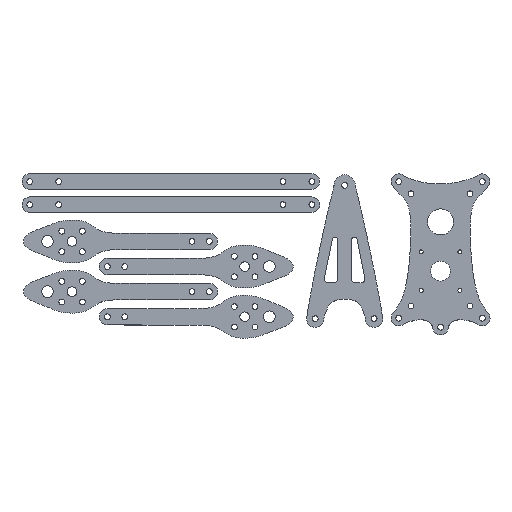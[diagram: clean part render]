
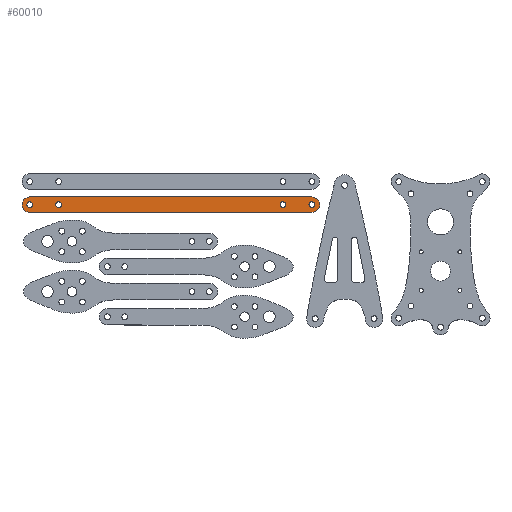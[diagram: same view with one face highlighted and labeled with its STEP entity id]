
A CAD part, top view. The second image highlights one B-rep face of the part: STEP entity #60010.
In plain terms, the highlighted planar face has unit normal (0, 0, 1).
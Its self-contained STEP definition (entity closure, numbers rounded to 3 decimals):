
#60010 = ADVANCED_FACE('',(#60011,#60084,#60107,#60130,#60153),#60026,
  .T.);
#60011 = FACE_BOUND('',#60012,.T.);
#60012 = EDGE_LOOP('',(#60013,#60037,#60053,#60070));
#60013 = ORIENTED_EDGE('',*,*,#60014,.T.);
#60014 = EDGE_CURVE('',#60015,#60017,#60019,.T.);
#60015 = VERTEX_POINT('',#60016);
#60016 = CARTESIAN_POINT('',(5.,-13.,0.));
#60017 = VERTEX_POINT('',#60018);
#60018 = CARTESIAN_POINT('',(5.,-21.,0.));
#60019 = SURFACE_CURVE('',#60020,(#60025),.PCURVE_S1.);
#60020 = CIRCLE('',#60021,4.);
#60021 = AXIS2_PLACEMENT_3D('',#60022,#60023,#60024);
#60022 = CARTESIAN_POINT('',(5.,-17.,0.));
#60023 = DIRECTION('',(0.,0.,1.));
#60024 = DIRECTION('',(1.,0.,0.));
#60025 = PCURVE('',#60026,#60031);
#60026 = PLANE('',#60027);
#60027 = AXIS2_PLACEMENT_3D('',#60028,#60029,#60030);
#60028 = CARTESIAN_POINT('',(78.02,-17.,0.));
#60029 = DIRECTION('',(0.,0.,1.));
#60030 = DIRECTION('',(1.,0.,-0.));
#60031 = DEFINITIONAL_REPRESENTATION('',(#60032),#60036);
#60032 = CIRCLE('',#60033,4.);
#60033 = AXIS2_PLACEMENT_2D('',#60034,#60035);
#60034 = CARTESIAN_POINT('',(-73.02,0.));
#60035 = DIRECTION('',(1.,0.));
#60036 = ( GEOMETRIC_REPRESENTATION_CONTEXT(2) 
PARAMETRIC_REPRESENTATION_CONTEXT() REPRESENTATION_CONTEXT('2D SPACE',''
  ) );
#60037 = ORIENTED_EDGE('',*,*,#60038,.T.);
#60038 = EDGE_CURVE('',#60017,#60039,#60041,.T.);
#60039 = VERTEX_POINT('',#60040);
#60040 = CARTESIAN_POINT('',(151.04,-21.,0.));
#60041 = SURFACE_CURVE('',#60042,(#60046),.PCURVE_S1.);
#60042 = LINE('',#60043,#60044);
#60043 = CARTESIAN_POINT('',(5.,-21.,0.));
#60044 = VECTOR('',#60045,1.);
#60045 = DIRECTION('',(1.,0.,0.));
#60046 = PCURVE('',#60026,#60047);
#60047 = DEFINITIONAL_REPRESENTATION('',(#60048),#60052);
#60048 = LINE('',#60049,#60050);
#60049 = CARTESIAN_POINT('',(-73.02,-4.));
#60050 = VECTOR('',#60051,1.);
#60051 = DIRECTION('',(1.,0.));
#60052 = ( GEOMETRIC_REPRESENTATION_CONTEXT(2) 
PARAMETRIC_REPRESENTATION_CONTEXT() REPRESENTATION_CONTEXT('2D SPACE',''
  ) );
#60053 = ORIENTED_EDGE('',*,*,#60054,.T.);
#60054 = EDGE_CURVE('',#60039,#60055,#60057,.T.);
#60055 = VERTEX_POINT('',#60056);
#60056 = CARTESIAN_POINT('',(151.04,-13.,0.));
#60057 = SURFACE_CURVE('',#60058,(#60063),.PCURVE_S1.);
#60058 = CIRCLE('',#60059,4.);
#60059 = AXIS2_PLACEMENT_3D('',#60060,#60061,#60062);
#60060 = CARTESIAN_POINT('',(151.04,-17.,0.));
#60061 = DIRECTION('',(0.,0.,1.));
#60062 = DIRECTION('',(1.,0.,0.));
#60063 = PCURVE('',#60026,#60064);
#60064 = DEFINITIONAL_REPRESENTATION('',(#60065),#60069);
#60065 = CIRCLE('',#60066,4.);
#60066 = AXIS2_PLACEMENT_2D('',#60067,#60068);
#60067 = CARTESIAN_POINT('',(73.02,0.));
#60068 = DIRECTION('',(1.,0.));
#60069 = ( GEOMETRIC_REPRESENTATION_CONTEXT(2) 
PARAMETRIC_REPRESENTATION_CONTEXT() REPRESENTATION_CONTEXT('2D SPACE',''
  ) );
#60070 = ORIENTED_EDGE('',*,*,#60071,.T.);
#60071 = EDGE_CURVE('',#60055,#60015,#60072,.T.);
#60072 = SURFACE_CURVE('',#60073,(#60077),.PCURVE_S1.);
#60073 = LINE('',#60074,#60075);
#60074 = CARTESIAN_POINT('',(151.04,-13.,0.));
#60075 = VECTOR('',#60076,1.);
#60076 = DIRECTION('',(-1.,0.,0.));
#60077 = PCURVE('',#60026,#60078);
#60078 = DEFINITIONAL_REPRESENTATION('',(#60079),#60083);
#60079 = LINE('',#60080,#60081);
#60080 = CARTESIAN_POINT('',(73.02,4.));
#60081 = VECTOR('',#60082,1.);
#60082 = DIRECTION('',(-1.,0.));
#60083 = ( GEOMETRIC_REPRESENTATION_CONTEXT(2) 
PARAMETRIC_REPRESENTATION_CONTEXT() REPRESENTATION_CONTEXT('2D SPACE',''
  ) );
#60084 = FACE_BOUND('',#60085,.T.);
#60085 = EDGE_LOOP('',(#60086));
#60086 = ORIENTED_EDGE('',*,*,#60087,.T.);
#60087 = EDGE_CURVE('',#60088,#60088,#60090,.T.);
#60088 = VERTEX_POINT('',#60089);
#60089 = CARTESIAN_POINT('',(3.5,-17.,0.));
#60090 = SURFACE_CURVE('',#60091,(#60096),.PCURVE_S1.);
#60091 = CIRCLE('',#60092,1.5);
#60092 = AXIS2_PLACEMENT_3D('',#60093,#60094,#60095);
#60093 = CARTESIAN_POINT('',(5.,-17.,0.));
#60094 = DIRECTION('',(0.,0.,-1.));
#60095 = DIRECTION('',(-1.,0.,0.));
#60096 = PCURVE('',#60026,#60097);
#60097 = DEFINITIONAL_REPRESENTATION('',(#60098),#60106);
#60098 = ( BOUNDED_CURVE() B_SPLINE_CURVE(2,(#60099,#60100,#60101,#60102
    ,#60103,#60104,#60105),.UNSPECIFIED.,.T.,.F.) 
B_SPLINE_CURVE_WITH_KNOTS((1,2,2,2,2,1),(-2.094,0.,
    2.094,4.189,6.283,8.378),
.UNSPECIFIED.) CURVE() GEOMETRIC_REPRESENTATION_ITEM() 
RATIONAL_B_SPLINE_CURVE((1.,0.5,1.,0.5,1.,0.5,1.)) REPRESENTATION_ITEM(
  '') );
#60099 = CARTESIAN_POINT('',(-74.52,0.));
#60100 = CARTESIAN_POINT('',(-74.52,2.598));
#60101 = CARTESIAN_POINT('',(-72.27,1.299));
#60102 = CARTESIAN_POINT('',(-70.02,0.));
#60103 = CARTESIAN_POINT('',(-72.27,-1.299));
#60104 = CARTESIAN_POINT('',(-74.52,-2.598));
#60105 = CARTESIAN_POINT('',(-74.52,0.));
#60106 = ( GEOMETRIC_REPRESENTATION_CONTEXT(2) 
PARAMETRIC_REPRESENTATION_CONTEXT() REPRESENTATION_CONTEXT('2D SPACE',''
  ) );
#60107 = FACE_BOUND('',#60108,.T.);
#60108 = EDGE_LOOP('',(#60109));
#60109 = ORIENTED_EDGE('',*,*,#60110,.T.);
#60110 = EDGE_CURVE('',#60111,#60111,#60113,.T.);
#60111 = VERTEX_POINT('',#60112);
#60112 = CARTESIAN_POINT('',(18.5,-17.,0.));
#60113 = SURFACE_CURVE('',#60114,(#60119),.PCURVE_S1.);
#60114 = CIRCLE('',#60115,1.5);
#60115 = AXIS2_PLACEMENT_3D('',#60116,#60117,#60118);
#60116 = CARTESIAN_POINT('',(20.,-17.,0.));
#60117 = DIRECTION('',(0.,0.,-1.));
#60118 = DIRECTION('',(-1.,0.,0.));
#60119 = PCURVE('',#60026,#60120);
#60120 = DEFINITIONAL_REPRESENTATION('',(#60121),#60129);
#60121 = ( BOUNDED_CURVE() B_SPLINE_CURVE(2,(#60122,#60123,#60124,#60125
    ,#60126,#60127,#60128),.UNSPECIFIED.,.T.,.F.) 
B_SPLINE_CURVE_WITH_KNOTS((1,2,2,2,2,1),(-2.094,0.,
    2.094,4.189,6.283,8.378),
.UNSPECIFIED.) CURVE() GEOMETRIC_REPRESENTATION_ITEM() 
RATIONAL_B_SPLINE_CURVE((1.,0.5,1.,0.5,1.,0.5,1.)) REPRESENTATION_ITEM(
  '') );
#60122 = CARTESIAN_POINT('',(-59.52,0.));
#60123 = CARTESIAN_POINT('',(-59.52,2.598));
#60124 = CARTESIAN_POINT('',(-57.27,1.299));
#60125 = CARTESIAN_POINT('',(-55.02,0.));
#60126 = CARTESIAN_POINT('',(-57.27,-1.299));
#60127 = CARTESIAN_POINT('',(-59.52,-2.598));
#60128 = CARTESIAN_POINT('',(-59.52,0.));
#60129 = ( GEOMETRIC_REPRESENTATION_CONTEXT(2) 
PARAMETRIC_REPRESENTATION_CONTEXT() REPRESENTATION_CONTEXT('2D SPACE',''
  ) );
#60130 = FACE_BOUND('',#60131,.T.);
#60131 = EDGE_LOOP('',(#60132));
#60132 = ORIENTED_EDGE('',*,*,#60133,.T.);
#60133 = EDGE_CURVE('',#60134,#60134,#60136,.T.);
#60134 = VERTEX_POINT('',#60135);
#60135 = CARTESIAN_POINT('',(149.54,-17.,0.));
#60136 = SURFACE_CURVE('',#60137,(#60142),.PCURVE_S1.);
#60137 = CIRCLE('',#60138,1.5);
#60138 = AXIS2_PLACEMENT_3D('',#60139,#60140,#60141);
#60139 = CARTESIAN_POINT('',(151.04,-17.,0.));
#60140 = DIRECTION('',(0.,0.,-1.));
#60141 = DIRECTION('',(-1.,0.,0.));
#60142 = PCURVE('',#60026,#60143);
#60143 = DEFINITIONAL_REPRESENTATION('',(#60144),#60152);
#60144 = ( BOUNDED_CURVE() B_SPLINE_CURVE(2,(#60145,#60146,#60147,#60148
    ,#60149,#60150,#60151),.UNSPECIFIED.,.T.,.F.) 
B_SPLINE_CURVE_WITH_KNOTS((1,2,2,2,2,1),(-2.094,0.,
    2.094,4.189,6.283,8.378),
.UNSPECIFIED.) CURVE() GEOMETRIC_REPRESENTATION_ITEM() 
RATIONAL_B_SPLINE_CURVE((1.,0.5,1.,0.5,1.,0.5,1.)) REPRESENTATION_ITEM(
  '') );
#60145 = CARTESIAN_POINT('',(71.52,0.));
#60146 = CARTESIAN_POINT('',(71.52,2.598));
#60147 = CARTESIAN_POINT('',(73.77,1.299));
#60148 = CARTESIAN_POINT('',(76.02,0.));
#60149 = CARTESIAN_POINT('',(73.77,-1.299));
#60150 = CARTESIAN_POINT('',(71.52,-2.598));
#60151 = CARTESIAN_POINT('',(71.52,0.));
#60152 = ( GEOMETRIC_REPRESENTATION_CONTEXT(2) 
PARAMETRIC_REPRESENTATION_CONTEXT() REPRESENTATION_CONTEXT('2D SPACE',''
  ) );
#60153 = FACE_BOUND('',#60154,.T.);
#60154 = EDGE_LOOP('',(#60155));
#60155 = ORIENTED_EDGE('',*,*,#60156,.T.);
#60156 = EDGE_CURVE('',#60157,#60157,#60159,.T.);
#60157 = VERTEX_POINT('',#60158);
#60158 = CARTESIAN_POINT('',(134.54,-17.,0.));
#60159 = SURFACE_CURVE('',#60160,(#60165),.PCURVE_S1.);
#60160 = CIRCLE('',#60161,1.5);
#60161 = AXIS2_PLACEMENT_3D('',#60162,#60163,#60164);
#60162 = CARTESIAN_POINT('',(136.04,-17.,0.));
#60163 = DIRECTION('',(0.,0.,-1.));
#60164 = DIRECTION('',(-1.,0.,0.));
#60165 = PCURVE('',#60026,#60166);
#60166 = DEFINITIONAL_REPRESENTATION('',(#60167),#60175);
#60167 = ( BOUNDED_CURVE() B_SPLINE_CURVE(2,(#60168,#60169,#60170,#60171
    ,#60172,#60173,#60174),.UNSPECIFIED.,.T.,.F.) 
B_SPLINE_CURVE_WITH_KNOTS((1,2,2,2,2,1),(-2.094,0.,
    2.094,4.189,6.283,8.378),
.UNSPECIFIED.) CURVE() GEOMETRIC_REPRESENTATION_ITEM() 
RATIONAL_B_SPLINE_CURVE((1.,0.5,1.,0.5,1.,0.5,1.)) REPRESENTATION_ITEM(
  '') );
#60168 = CARTESIAN_POINT('',(56.52,0.));
#60169 = CARTESIAN_POINT('',(56.52,2.598));
#60170 = CARTESIAN_POINT('',(58.77,1.299));
#60171 = CARTESIAN_POINT('',(61.02,0.));
#60172 = CARTESIAN_POINT('',(58.77,-1.299));
#60173 = CARTESIAN_POINT('',(56.52,-2.598));
#60174 = CARTESIAN_POINT('',(56.52,0.));
#60175 = ( GEOMETRIC_REPRESENTATION_CONTEXT(2) 
PARAMETRIC_REPRESENTATION_CONTEXT() REPRESENTATION_CONTEXT('2D SPACE',''
  ) );
